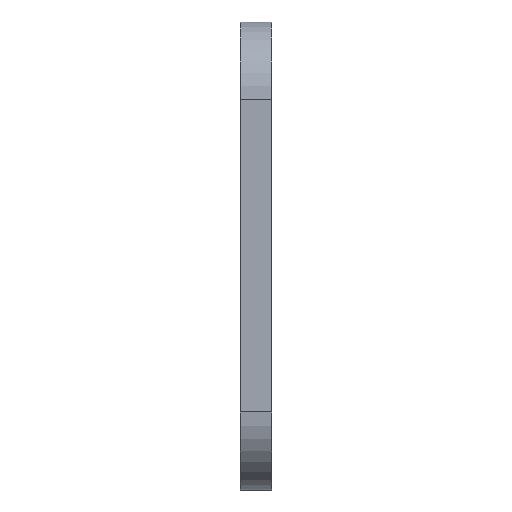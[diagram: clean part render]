
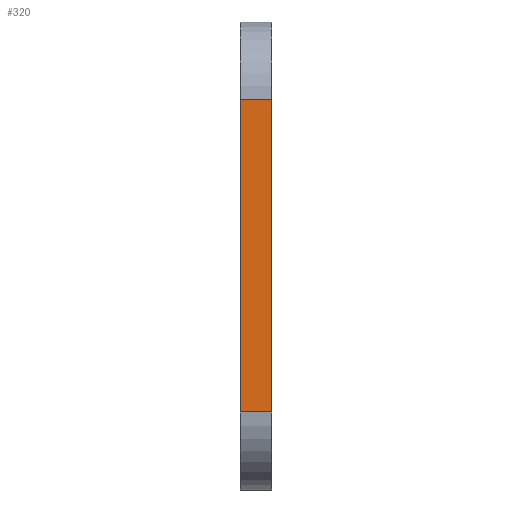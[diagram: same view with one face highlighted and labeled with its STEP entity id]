
A CAD part, left-side view. The second image highlights one B-rep face of the part: STEP entity #320.
In plain terms, the highlighted planar face has unit normal (-1, 0, 0).
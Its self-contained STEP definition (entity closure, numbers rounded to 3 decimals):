
#35 = EDGE_CURVE ( 'NONE', #1153, #1627, #1234, .T. ) ;
#108 = DIRECTION ( 'NONE',  ( 1., 0., 0. ) ) ;
#142 = CARTESIAN_POINT ( 'NONE',  ( -72.8, -10., -4.8 ) ) ;
#216 = CARTESIAN_POINT ( 'NONE',  ( -72.8, 0., -25.6 ) ) ;
#227 = LINE ( 'NONE', #216, #1087 ) ;
#228 = VECTOR ( 'NONE', #329, 1000. ) ;
#320 = ADVANCED_FACE ( 'NONE', ( #629 ), #1504, .F. ) ;
#329 = DIRECTION ( 'NONE',  ( 0., -1., 0. ) ) ;
#419 = VECTOR ( 'NONE', #1430, 1000. ) ;
#442 = EDGE_CURVE ( 'NONE', #1200, #1332, #1610, .T. ) ;
#460 = LINE ( 'NONE', #822, #2327 ) ;
#589 = EDGE_LOOP ( 'NONE', ( #2241, #2087, #647, #1871 ) ) ;
#629 = FACE_OUTER_BOUND ( 'NONE', #589, .T. ) ;
#647 = ORIENTED_EDGE ( 'NONE', *, *, #442, .F. ) ;
#691 = AXIS2_PLACEMENT_3D ( 'NONE', #1008, #108, #2239 ) ;
#780 = CARTESIAN_POINT ( 'NONE',  ( -72.8, -1.6, -20.8 ) ) ;
#811 = CARTESIAN_POINT ( 'NONE',  ( -72.8, 0., -20.8 ) ) ;
#822 = CARTESIAN_POINT ( 'NONE',  ( -72.8, -1.6, -24.8 ) ) ;
#933 = DIRECTION ( 'NONE',  ( 0., 0., 1. ) ) ;
#1008 = CARTESIAN_POINT ( 'NONE',  ( -72.8, -10., -24.8 ) ) ;
#1058 = CARTESIAN_POINT ( 'NONE',  ( -72.8, -10., -20.8 ) ) ;
#1087 = VECTOR ( 'NONE', #933, 1000. ) ;
#1153 = VERTEX_POINT ( 'NONE', #780 ) ;
#1200 = VERTEX_POINT ( 'NONE', #1510 ) ;
#1234 = LINE ( 'NONE', #1058, #419 ) ;
#1332 = VERTEX_POINT ( 'NONE', #1424 ) ;
#1424 = CARTESIAN_POINT ( 'NONE',  ( -72.8, -1.6, -4.8 ) ) ;
#1430 = DIRECTION ( 'NONE',  ( 0., 1., 0. ) ) ;
#1467 = EDGE_CURVE ( 'NONE', #1627, #1200, #227, .T. ) ;
#1504 = PLANE ( 'NONE',  #691 ) ;
#1510 = CARTESIAN_POINT ( 'NONE',  ( -72.8, 0., -4.8 ) ) ;
#1552 = DIRECTION ( 'NONE',  ( 0., 0., -1. ) ) ;
#1610 = LINE ( 'NONE', #142, #228 ) ;
#1627 = VERTEX_POINT ( 'NONE', #811 ) ;
#1670 = EDGE_CURVE ( 'NONE', #1332, #1153, #460, .T. ) ;
#1871 = ORIENTED_EDGE ( 'NONE', *, *, #1467, .F. ) ;
#2087 = ORIENTED_EDGE ( 'NONE', *, *, #1670, .F. ) ;
#2239 = DIRECTION ( 'NONE',  ( 0., 0., -1. ) ) ;
#2241 = ORIENTED_EDGE ( 'NONE', *, *, #35, .F. ) ;
#2327 = VECTOR ( 'NONE', #1552, 1000. ) ;
